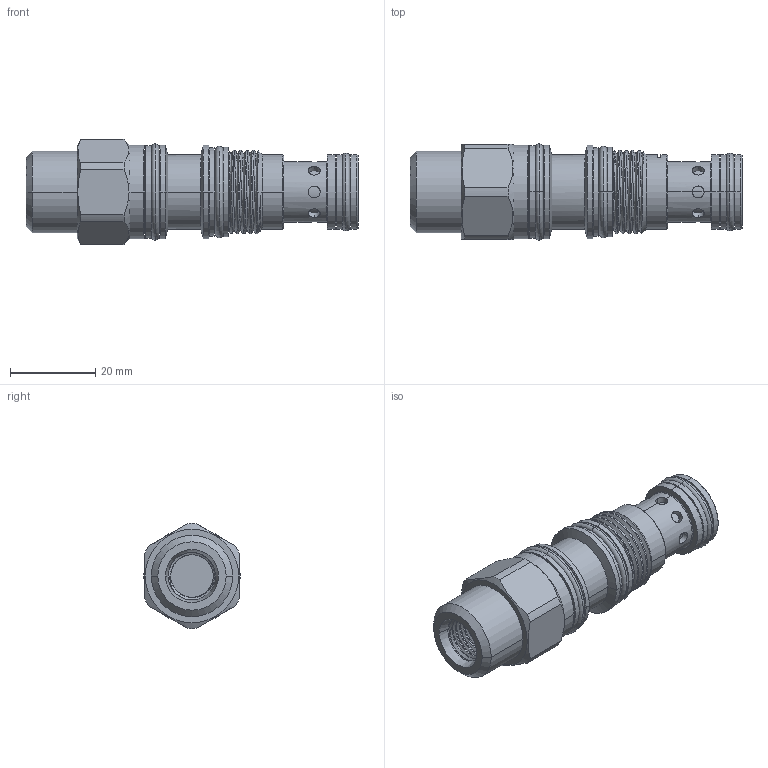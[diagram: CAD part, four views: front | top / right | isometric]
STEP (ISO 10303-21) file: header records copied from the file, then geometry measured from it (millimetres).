
FILE_DESCRIPTION (( 'STEP AP203' ), '1' );
FILE_NAME ('LB11A3S-S04.STEP', '2020-04-08T07:22:37', ( '' ), ( '' ), 'SwSTEP 2.0', 'SolidWorks 2018', '' );
FILE_SCHEMA (( 'CONFIG_CONTROL_DESIGN' ));
Length unit declared in the file: millimetre
Products named in the file (1): LB11A3S-S04
Bounding box: 77.68 x 22.56 x 24.59 mm (x, y, z)
Volume: 14323.1 mm3; surface area: 10993.9 mm2
Topology: 7 solids, 7 shells, 203 faces, 467 edges, 290 vertices
Faces by surface type: cylinder 105, cone 32, plane 30, torus 28, bspline 8
Entity records: 9939 total; most frequent: CARTESIAN_POINT 5423, ORIENTED_EDGE 934, DIRECTION 924, EDGE_CURVE 467, AXIS2_PLACEMENT_3D 393, VERTEX_POINT 290, EDGE_LOOP 229, ADVANCED_FACE 203
